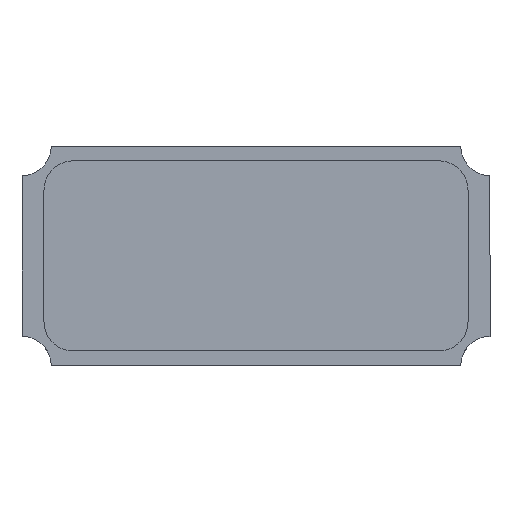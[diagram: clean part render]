
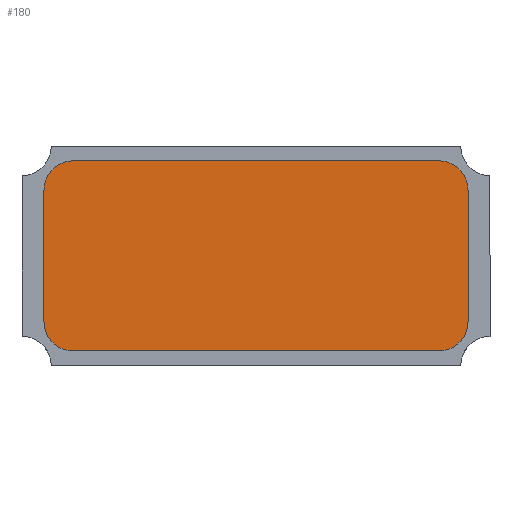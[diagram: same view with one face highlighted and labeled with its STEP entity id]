
A CAD part, top view. The second image highlights one B-rep face of the part: STEP entity #180.
In plain terms, the highlighted planar face has unit normal (0, 0, 1).
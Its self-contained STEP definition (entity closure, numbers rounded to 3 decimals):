
#20 = CARTESIAN_POINT ( 'NONE',  ( -1.45, 0.45, 0.8 ) ) ;
#26 = DIRECTION ( 'NONE',  ( -1., 0., 0. ) ) ;
#33 = VECTOR ( 'NONE', #26, 1000. ) ;
#35 = VECTOR ( 'NONE', #228, 1000. ) ;
#57 = ORIENTED_EDGE ( 'NONE', *, *, #643, .T. ) ;
#73 = CARTESIAN_POINT ( 'NONE',  ( -1.25, -0.45, 0.8 ) ) ;
#78 = ORIENTED_EDGE ( 'NONE', *, *, #160, .T. ) ;
#92 = ORIENTED_EDGE ( 'NONE', *, *, #679, .T. ) ;
#93 = CARTESIAN_POINT ( 'NONE',  ( -1.45, -0.45, 0.8 ) ) ;
#99 = ORIENTED_EDGE ( 'NONE', *, *, #422, .T. ) ;
#105 = DIRECTION ( 'NONE',  ( 0., 1., 0. ) ) ;
#111 = CARTESIAN_POINT ( 'NONE',  ( -1.25, -0.65, 0.8 ) ) ;
#123 = ORIENTED_EDGE ( 'NONE', *, *, #137, .T. ) ;
#137 = EDGE_CURVE ( 'NONE', #656, #674, #169, .T. ) ;
#143 = LINE ( 'NONE', #286, #33 ) ;
#146 = DIRECTION ( 'NONE',  ( 0., 0., 1. ) ) ;
#150 = VERTEX_POINT ( 'NONE', #93 ) ;
#160 = EDGE_CURVE ( 'NONE', #163, #186, #528, .T. ) ;
#163 = VERTEX_POINT ( 'NONE', #451 ) ;
#169 = CIRCLE ( 'NONE', #568, 0.2 ) ;
#170 = VECTOR ( 'NONE', #270, 1000. ) ;
#180 = ADVANCED_FACE ( 'NONE', ( #280 ), #668, .F. ) ;
#186 = VERTEX_POINT ( 'NONE', #247 ) ;
#216 = ORIENTED_EDGE ( 'NONE', *, *, #567, .T. ) ;
#228 = DIRECTION ( 'NONE',  ( 0., -1., 0. ) ) ;
#232 = VERTEX_POINT ( 'NONE', #564 ) ;
#242 = CARTESIAN_POINT ( 'NONE',  ( 1.25, 0.45, 0.8 ) ) ;
#247 = CARTESIAN_POINT ( 'NONE',  ( 1.25, 0.65, 0.8 ) ) ;
#265 = AXIS2_PLACEMENT_3D ( 'NONE', #73, #337, #489 ) ;
#270 = DIRECTION ( 'NONE',  ( 1., 0., 0. ) ) ;
#277 = AXIS2_PLACEMENT_3D ( 'NONE', #296, #146, #513 ) ;
#280 = FACE_OUTER_BOUND ( 'NONE', #606, .T. ) ;
#286 = CARTESIAN_POINT ( 'NONE',  ( -1.25, 0.65, 0.8 ) ) ;
#296 = CARTESIAN_POINT ( 'NONE',  ( 1.25, 0.45, 0.8 ) ) ;
#315 = LINE ( 'NONE', #20, #35 ) ;
#317 = LINE ( 'NONE', #111, #170 ) ;
#323 = VECTOR ( 'NONE', #105, 1000. ) ;
#337 = DIRECTION ( 'NONE',  ( 0., 0., 1. ) ) ;
#347 = CIRCLE ( 'NONE', #265, 0.2 ) ;
#351 = VERTEX_POINT ( 'NONE', #403 ) ;
#383 = CARTESIAN_POINT ( 'NONE',  ( -1.25, -0.65, 0.8 ) ) ;
#396 = DIRECTION ( 'NONE',  ( 0., 0., 1. ) ) ;
#398 = CARTESIAN_POINT ( 'NONE',  ( -1.25, 0.45, 0.8 ) ) ;
#403 = CARTESIAN_POINT ( 'NONE',  ( 1.25, -0.65, 0.8 ) ) ;
#411 = AXIS2_PLACEMENT_3D ( 'NONE', #533, #595, #591 ) ;
#422 = EDGE_CURVE ( 'NONE', #232, #163, #547, .T. ) ;
#448 = ORIENTED_EDGE ( 'NONE', *, *, #486, .T. ) ;
#450 = CARTESIAN_POINT ( 'NONE',  ( -1.45, 0.45, 0.8 ) ) ;
#451 = CARTESIAN_POINT ( 'NONE',  ( 1.45, 0.45, 0.8 ) ) ;
#462 = CIRCLE ( 'NONE', #411, 0.2 ) ;
#486 = EDGE_CURVE ( 'NONE', #351, #232, #462, .T. ) ;
#489 = DIRECTION ( 'NONE',  ( -1., 0., 0. ) ) ;
#497 = EDGE_CURVE ( 'NONE', #571, #351, #317, .T. ) ;
#502 = CARTESIAN_POINT ( 'NONE',  ( -1.25, 0.65, 0.8 ) ) ;
#513 = DIRECTION ( 'NONE',  ( -1., 0., 0. ) ) ;
#528 = CIRCLE ( 'NONE', #277, 0.2 ) ;
#533 = CARTESIAN_POINT ( 'NONE',  ( 1.25, -0.45, 0.8 ) ) ;
#547 = LINE ( 'NONE', #684, #323 ) ;
#560 = DIRECTION ( 'NONE',  ( 1., 0., 0. ) ) ;
#564 = CARTESIAN_POINT ( 'NONE',  ( 1.45, -0.45, 0.8 ) ) ;
#565 = DIRECTION ( 'NONE',  ( 0., 0., -1. ) ) ;
#567 = EDGE_CURVE ( 'NONE', #674, #150, #315, .T. ) ;
#568 = AXIS2_PLACEMENT_3D ( 'NONE', #398, #396, #560 ) ;
#571 = VERTEX_POINT ( 'NONE', #383 ) ;
#591 = DIRECTION ( 'NONE',  ( 1., 0., 0. ) ) ;
#595 = DIRECTION ( 'NONE',  ( 0., 0., 1. ) ) ;
#606 = EDGE_LOOP ( 'NONE', ( #78, #92, #123, #216, #57, #646, #448, #99 ) ) ;
#613 = DIRECTION ( 'NONE',  ( -1., 0., 0. ) ) ;
#643 = EDGE_CURVE ( 'NONE', #150, #571, #347, .T. ) ;
#646 = ORIENTED_EDGE ( 'NONE', *, *, #497, .T. ) ;
#656 = VERTEX_POINT ( 'NONE', #502 ) ;
#668 = PLANE ( 'NONE',  #673 ) ;
#673 = AXIS2_PLACEMENT_3D ( 'NONE', #242, #565, #613 ) ;
#674 = VERTEX_POINT ( 'NONE', #450 ) ;
#679 = EDGE_CURVE ( 'NONE', #186, #656, #143, .T. ) ;
#684 = CARTESIAN_POINT ( 'NONE',  ( 1.45, 0.45, 0.8 ) ) ;
